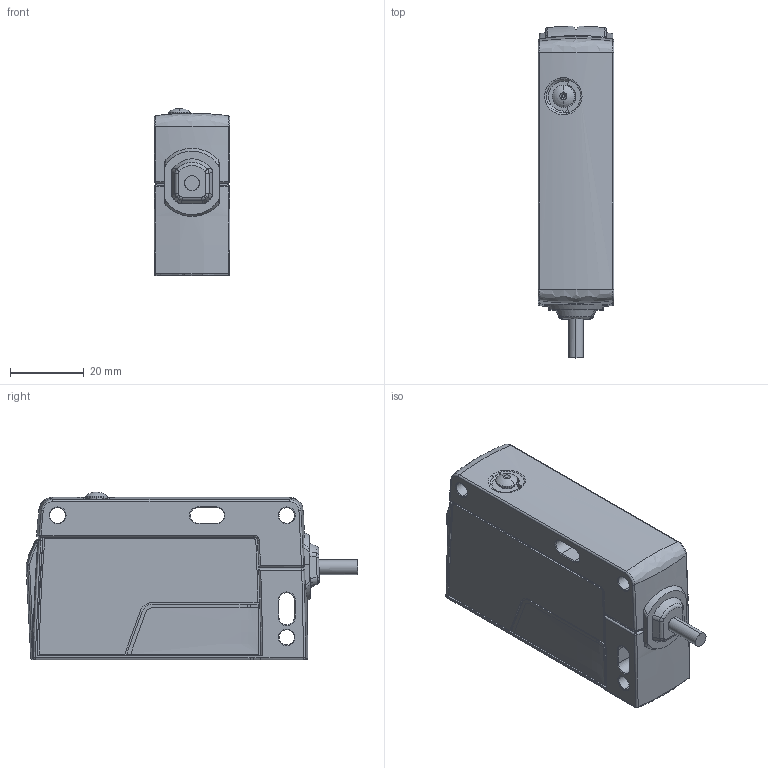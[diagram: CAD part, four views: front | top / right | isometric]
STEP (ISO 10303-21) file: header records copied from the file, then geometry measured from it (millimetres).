
FILE_DESCRIPTION((''),'2;1');
FILE_NAME('215555_ASM','2020-01-02T13:17:58',('PDMAdmin'),('BANNER ENGINEERING'),'CREO PARAMETRIC BY PTC INC, 2019292','CREO PARAMETRIC BY PTC INC, 2019292','');
FILE_SCHEMA(('CONFIG_CONTROL_DESIGN'));
Length unit declared in the file: millimetre
Products named in the file (2): 808854; 215555_ASM
Assembly tree (1 placements, depth 2):
  215555_ASM
    808854
Bounding box: 20.5 x 89.83 x 45.26 mm (x, y, z)
Volume: 63020.6 mm3; surface area: 13647.7 mm2
Topology: 1 solids, 1 shells, 363 faces, 925 edges, 561 vertices
Faces by surface type: plane 108, cylinder 101, bspline 75, torus 50, sphere 22, cone 7
Entity records: 13212 total; most frequent: CARTESIAN_POINT 5103, ORIENTED_EDGE 1814, DIRECTION 1513, EDGE_CURVE 907, AXIS2_PLACEMENT_3D 607, VERTEX_POINT 561, EDGE_LOOP 388, FACE_OUTER_BOUND 363
